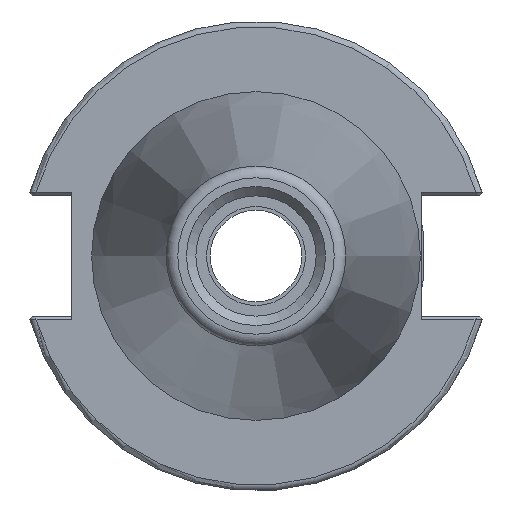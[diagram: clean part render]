
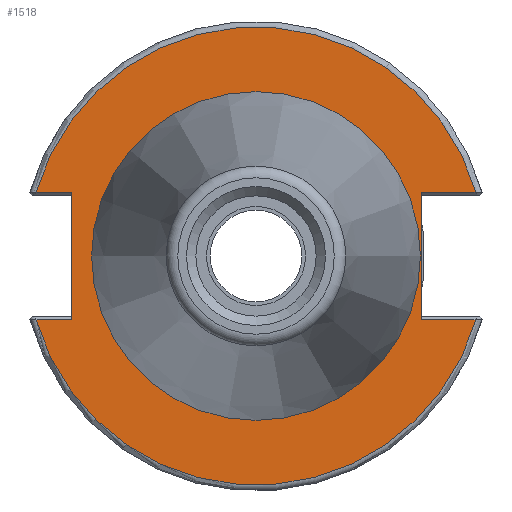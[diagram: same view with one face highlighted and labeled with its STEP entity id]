
A CAD part, left-side view. The second image highlights one B-rep face of the part: STEP entity #1518.
In plain terms, the highlighted planar face has unit normal (-1, 0, 0).
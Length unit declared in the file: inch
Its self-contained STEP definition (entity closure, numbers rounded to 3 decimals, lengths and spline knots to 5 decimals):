
#136=LINE('',#2232,#261);
#137=LINE('',#2234,#262);
#138=LINE('',#2238,#263);
#139=LINE('',#2240,#264);
#140=LINE('',#2242,#265);
#141=LINE('',#2245,#266);
#261=VECTOR('',#1858,0.12159);
#262=VECTOR('',#1859,0.29091);
#263=VECTOR('',#1862,0.19091);
#264=VECTOR('',#1863,0.67625);
#265=VECTOR('',#1864,0.19091);
#266=VECTOR('',#1867,0.29091);
#382=FACE_BOUND('',#500,.T.);
#404=FACE_OUTER_BOUND('',#499,.T.);
#499=EDGE_LOOP('',(#1081,#1082,#1083,#1084,#1085,#1086,#1087,#1088));
#500=EDGE_LOOP('',(#1089));
#600=CIRCLE('',#1658,0.86);
#601=CIRCLE('',#1660,1.21875);
#602=CIRCLE('',#1661,1.21875);
#656=VERTEX_POINT('',#2226);
#657=VERTEX_POINT('',#2230);
#658=VERTEX_POINT('',#2231);
#659=VERTEX_POINT('',#2233);
#660=VERTEX_POINT('',#2235);
#661=VERTEX_POINT('',#2237);
#662=VERTEX_POINT('',#2239);
#663=VERTEX_POINT('',#2241);
#664=VERTEX_POINT('',#2243);
#817=EDGE_CURVE('',#656,#656,#600,.T.);
#818=EDGE_CURVE('',#657,#658,#136,.T.);
#819=EDGE_CURVE('',#658,#659,#137,.T.);
#820=EDGE_CURVE('',#660,#659,#601,.T.);
#821=EDGE_CURVE('',#661,#660,#138,.T.);
#822=EDGE_CURVE('',#662,#661,#139,.T.);
#823=EDGE_CURVE('',#663,#662,#140,.T.);
#824=EDGE_CURVE('',#664,#663,#602,.T.);
#825=EDGE_CURVE('',#664,#657,#141,.T.);
#1081=ORIENTED_EDGE('',*,*,#818,.T.);
#1082=ORIENTED_EDGE('',*,*,#819,.T.);
#1083=ORIENTED_EDGE('',*,*,#820,.F.);
#1084=ORIENTED_EDGE('',*,*,#821,.F.);
#1085=ORIENTED_EDGE('',*,*,#822,.F.);
#1086=ORIENTED_EDGE('',*,*,#823,.F.);
#1087=ORIENTED_EDGE('',*,*,#824,.F.);
#1088=ORIENTED_EDGE('',*,*,#825,.T.);
#1089=ORIENTED_EDGE('',*,*,#817,.F.);
#1471=PLANE('',#1659);
#1518=ADVANCED_FACE('',(#404,#382),#1471,.T.);
#1658=AXIS2_PLACEMENT_3D('',#2228,#1854,#1855);
#1659=AXIS2_PLACEMENT_3D('',#2229,#1856,#1857);
#1660=AXIS2_PLACEMENT_3D('',#2236,#1860,#1861);
#1661=AXIS2_PLACEMENT_3D('',#2244,#1865,#1866);
#1854=DIRECTION('center_axis',(-1.,0.,0.));
#1855=DIRECTION('ref_axis',(0.,0.,1.));
#1856=DIRECTION('center_axis',(-1.,0.,0.));
#1857=DIRECTION('ref_axis',(0.,0.,1.));
#1858=DIRECTION('',(0.,0.,1.));
#1859=DIRECTION('',(0.,-1.,0.));
#1860=DIRECTION('center_axis',(1.,0.,0.));
#1861=DIRECTION('ref_axis',(0.,0.,1.));
#1862=DIRECTION('',(0.,1.,0.));
#1863=DIRECTION('',(0.,0.,1.));
#1864=DIRECTION('',(0.,-1.,0.));
#1865=DIRECTION('center_axis',(1.,0.,0.));
#1866=DIRECTION('ref_axis',(0.,0.,-1.));
#1867=DIRECTION('',(0.,1.,0.));
#2226=CARTESIAN_POINT('',(0.125,0.,-0.86));
#2228=CARTESIAN_POINT('Origin',(0.125,0.,0.));
#2229=CARTESIAN_POINT('Origin',(0.125,-0.875,0.));
#2230=CARTESIAN_POINT('',(0.125,-0.88,-0.33813));
#2231=CARTESIAN_POINT('',(0.125,-0.88,0.33813));
#2232=CARTESIAN_POINT('',(0.125,-0.88,0.));
#2233=CARTESIAN_POINT('',(0.125,-1.17091,0.33813));
#2234=CARTESIAN_POINT('',(0.125,-0.9025,0.33813));
#2235=CARTESIAN_POINT('',(0.125,1.17091,0.33813));
#2236=CARTESIAN_POINT('Origin',(0.125,0.,0.));
#2237=CARTESIAN_POINT('',(0.125,0.98,0.33813));
#2238=CARTESIAN_POINT('',(0.125,0.0275,0.33813));
#2239=CARTESIAN_POINT('',(0.125,0.98,-0.33813));
#2240=CARTESIAN_POINT('',(0.125,0.98,-0.33813));
#2241=CARTESIAN_POINT('',(0.125,1.17091,-0.33813));
#2242=CARTESIAN_POINT('',(0.125,0.2775,-0.33813));
#2243=CARTESIAN_POINT('',(0.125,-1.17091,-0.33813));
#2244=CARTESIAN_POINT('Origin',(0.125,0.,0.));
#2245=CARTESIAN_POINT('',(0.125,-0.9025,-0.33813));
